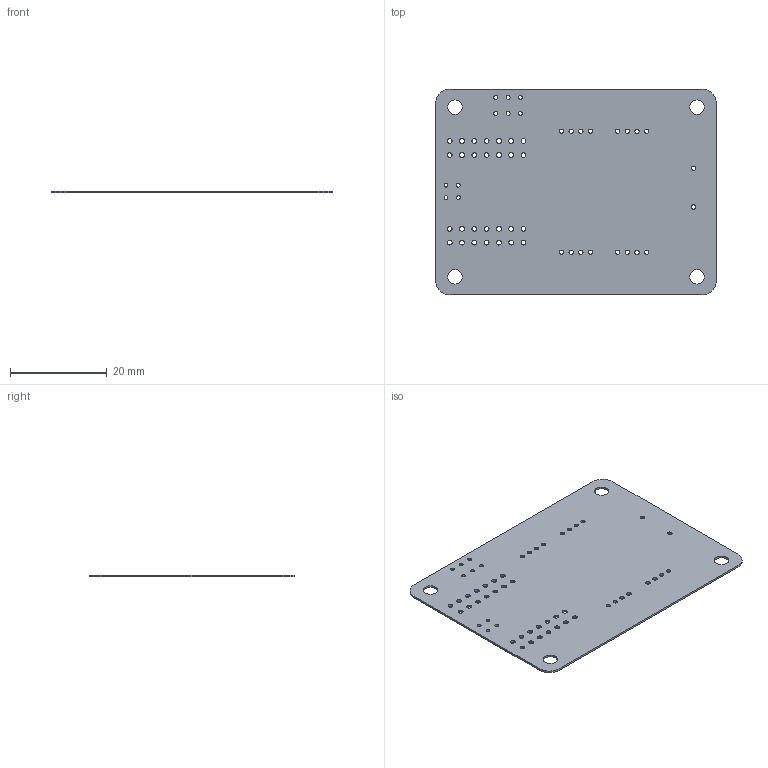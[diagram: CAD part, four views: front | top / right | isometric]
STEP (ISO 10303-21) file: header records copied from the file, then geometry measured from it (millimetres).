
FILE_DESCRIPTION(('Open CASCADE Model'),'2;1');
FILE_NAME('Open CASCADE Shape Model','2022-11-01T00:07:59',('Author'),( 'Open CASCADE'),'Open CASCADE STEP processor 6.8','Open CASCADE 6.8' ,'Unknown');
FILE_SCHEMA(('AUTOMOTIVE_DESIGN { 1 0 10303 214 1 1 1 1 }'));
Length unit declared in the file: millimetre
Products named in the file (3): PCB; Board; Open CASCADE STEP translator 6.8 1.1.1
Assembly tree (2 placements, depth 3):
  PCB
    Board
      Open CASCADE STEP translator 6.8 1.1.1
Bounding box: 58 x 42.5 x 0.41 mm (x, y, z)
Volume: 980.9 mm3; surface area: 4944.1 mm2
Topology: 1 solids, 1 shells, 196 faces, 582 edges, 388 vertices
Faces by surface type: plane 134, cylinder 62
Full cylindrical faces by diameter (mm): 0.8 x4, 0.812 x6, 0.9 x16, 1 x28, 3 x4
Entity records: 6847 total; most frequent: CARTESIAN_POINT 1169, ORIENTED_EDGE 1164, DIRECTION 1104, EDGE_CURVE 582, LINE 458, VECTOR 458, VERTEX_POINT 388, AXIS2_PLACEMENT_3D 323
